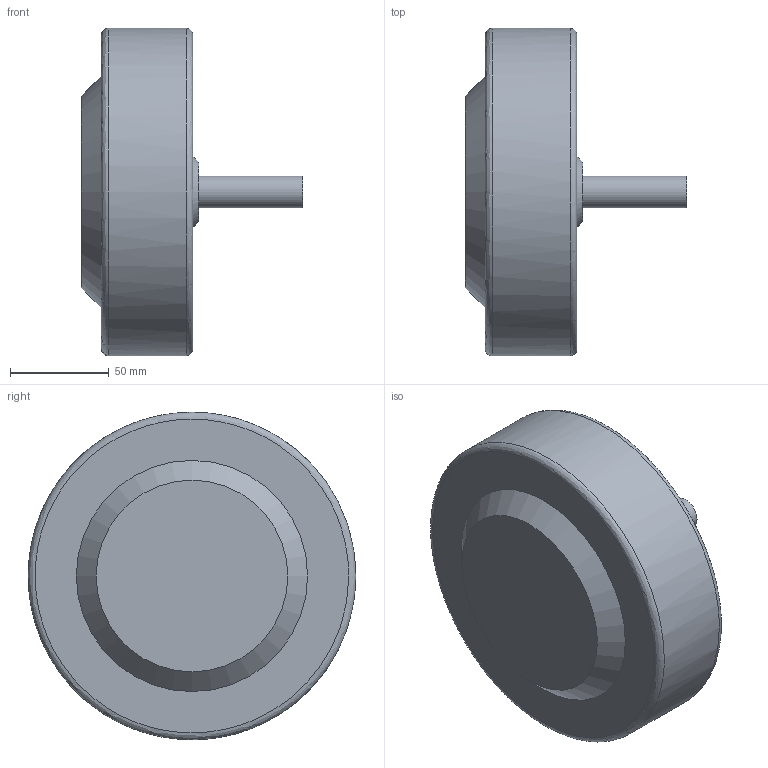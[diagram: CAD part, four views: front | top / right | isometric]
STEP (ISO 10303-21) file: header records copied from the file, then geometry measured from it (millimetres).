
FILE_DESCRIPTION(/* description */ (''),/* implementation_level */ '2;1');
FILE_NAME(/* name */ 'tyre.step',/* time_stamp */ '2021-07-29T18:10:36+09:00',/* author */ (''),/* organization */ (''),/* preprocessor_version */ 'ST-DEVELOPER v18.1',/* originating_system */ 'Autodesk Translation Framework v10.9.0.1377',/* authorisation */ '');
FILE_SCHEMA (('AUTOMOTIVE_DESIGN { 1 0 10303 214 3 1 1 }'));
Length unit declared in the file: millimetre
Products named in the file (1): tyre
Bounding box: 112 x 165.97 x 166 mm (x, y, z)
Volume: 1107186.7 mm3; surface area: 70102 mm2
Topology: 1 solids, 1 shells, 11 faces, 16 edges, 10 vertices
Faces by surface type: plane 5, cylinder 2, cone 2, bspline 2
Full cylindrical faces by diameter (mm): 16 x1, 166 x1
Entity records: 657 total; most frequent: CARTESIAN_POINT 440, DIRECTION 36, ORIENTED_EDGE 32, EDGE_CURVE 16, AXIS2_PLACEMENT_3D 16, EDGE_LOOP 14, FACE_OUTER_BOUND 11, ADVANCED_FACE 11
